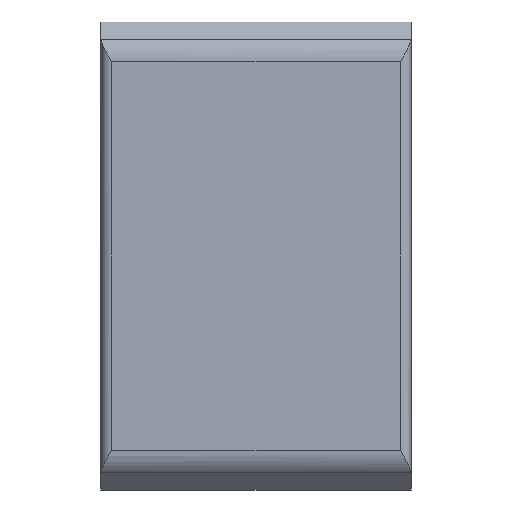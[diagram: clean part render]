
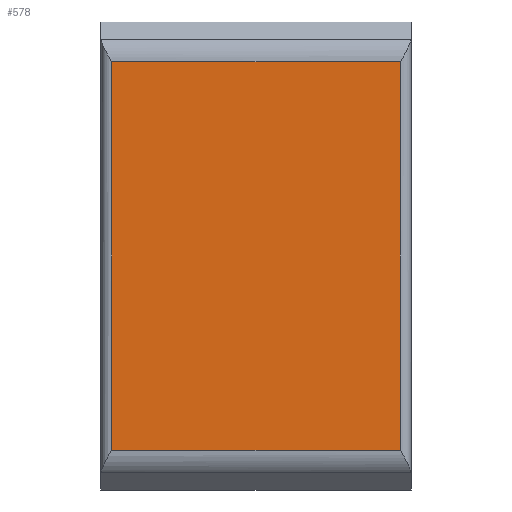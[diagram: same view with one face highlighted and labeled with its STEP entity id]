
A CAD part, front view. The second image highlights one B-rep face of the part: STEP entity #578.
In plain terms, the highlighted planar face has unit normal (0, -1, 0).
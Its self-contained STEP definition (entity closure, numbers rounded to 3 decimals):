
#104 = EDGE_LOOP ( 'NONE', ( #3418, #2889, #1967, #3292 ) ) ;
#106 = VECTOR ( 'NONE', #4683, 1000. ) ;
#352 = EDGE_CURVE ( 'NONE', #4597, #1292, #1052, .T. ) ;
#521 = EDGE_CURVE ( 'NONE', #1292, #1114, #1558, .T. ) ;
#578 = ADVANCED_FACE ( 'NONE', ( #4423 ), #2885, .F. ) ;
#798 = CARTESIAN_POINT ( 'NONE',  ( 43.8, -8., -54.852 ) ) ;
#996 = DIRECTION ( 'NONE',  ( 1., 0., 0. ) ) ;
#1052 = LINE ( 'NONE', #1073, #2367 ) ;
#1073 = CARTESIAN_POINT ( 'NONE',  ( 40.8, -8., 67. ) ) ;
#1114 = VERTEX_POINT ( 'NONE', #1445 ) ;
#1209 = VECTOR ( 'NONE', #2634, 1000. ) ;
#1292 = VERTEX_POINT ( 'NONE', #3600 ) ;
#1412 = CARTESIAN_POINT ( 'NONE',  ( -40.8, -8., 54.852 ) ) ;
#1445 = CARTESIAN_POINT ( 'NONE',  ( -40.8, -8., -54.852 ) ) ;
#1474 = DIRECTION ( 'NONE',  ( 0., 0., -1. ) ) ;
#1558 = LINE ( 'NONE', #798, #106 ) ;
#1779 = CARTESIAN_POINT ( 'NONE',  ( 43.8, -8., 54.852 ) ) ;
#1948 = EDGE_CURVE ( 'NONE', #3900, #1114, #4924, .T. ) ;
#1967 = ORIENTED_EDGE ( 'NONE', *, *, #4029, .T. ) ;
#2065 = VECTOR ( 'NONE', #1474, 1000. ) ;
#2109 = DIRECTION ( 'NONE',  ( 0., 1., 0. ) ) ;
#2124 = CARTESIAN_POINT ( 'NONE',  ( 40.8, -8., 54.852 ) ) ;
#2367 = VECTOR ( 'NONE', #3010, 1000. ) ;
#2634 = DIRECTION ( 'NONE',  ( -1., 0., 0. ) ) ;
#2651 = CARTESIAN_POINT ( 'NONE',  ( -40.8, -8., 67. ) ) ;
#2885 = PLANE ( 'NONE',  #4786 ) ;
#2889 = ORIENTED_EDGE ( 'NONE', *, *, #352, .F. ) ;
#3010 = DIRECTION ( 'NONE',  ( 0., 0., -1. ) ) ;
#3292 = ORIENTED_EDGE ( 'NONE', *, *, #1948, .T. ) ;
#3418 = ORIENTED_EDGE ( 'NONE', *, *, #521, .F. ) ;
#3494 = LINE ( 'NONE', #4231, #1209 ) ;
#3600 = CARTESIAN_POINT ( 'NONE',  ( 40.8, -8., -54.852 ) ) ;
#3900 = VERTEX_POINT ( 'NONE', #1412 ) ;
#4029 = EDGE_CURVE ( 'NONE', #4597, #3900, #3494, .T. ) ;
#4231 = CARTESIAN_POINT ( 'NONE',  ( 43.8, -8., 54.852 ) ) ;
#4423 = FACE_OUTER_BOUND ( 'NONE', #104, .T. ) ;
#4597 = VERTEX_POINT ( 'NONE', #2124 ) ;
#4683 = DIRECTION ( 'NONE',  ( -1., 0., 0. ) ) ;
#4786 = AXIS2_PLACEMENT_3D ( 'NONE', #1779, #2109, #996 ) ;
#4924 = LINE ( 'NONE', #2651, #2065 ) ;
